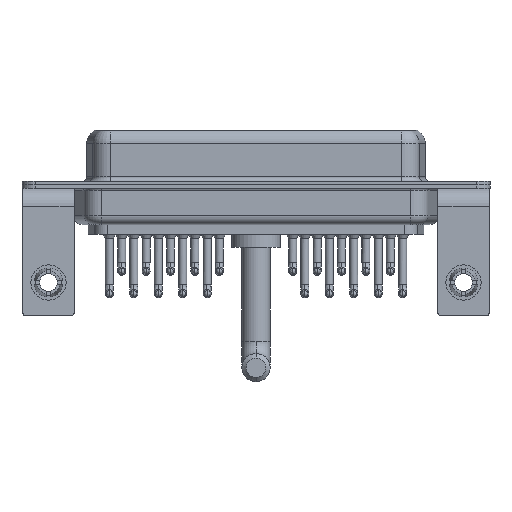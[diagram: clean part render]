
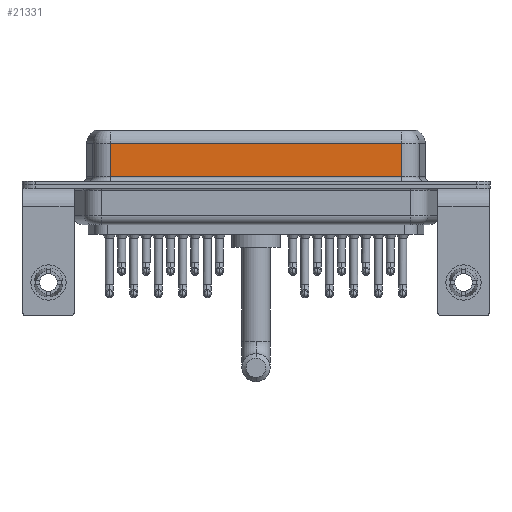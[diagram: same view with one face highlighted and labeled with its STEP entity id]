
A CAD part, front view. The second image highlights one B-rep face of the part: STEP entity #21331.
In plain terms, the highlighted planar face has unit normal (0, -1, 0).
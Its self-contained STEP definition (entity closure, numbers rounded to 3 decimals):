
#792 = LINE ( 'NONE', #21937, #3323 ) ;
#1657 = FACE_OUTER_BOUND ( 'NONE', #6522, .T. ) ;
#1795 = VERTEX_POINT ( 'NONE', #13745 ) ;
#2598 = CARTESIAN_POINT ( 'NONE',  ( 40.037, -3.95, 0.9 ) ) ;
#2687 = EDGE_CURVE ( 'NONE', #6400, #1795, #21018, .T. ) ;
#2811 = DIRECTION ( 'NONE',  ( 0., 0., -1. ) ) ;
#3063 = CARTESIAN_POINT ( 'NONE',  ( 40.037, -3.95, 4.65 ) ) ;
#3323 = VECTOR ( 'NONE', #2811, 1000. ) ;
#3605 = VECTOR ( 'NONE', #15469, 1000. ) ;
#4124 = DIRECTION ( 'NONE',  ( 1., 0., 0. ) ) ;
#5599 = DIRECTION ( 'NONE',  ( 0., 0., 1. ) ) ;
#6400 = VERTEX_POINT ( 'NONE', #9656 ) ;
#6522 = EDGE_LOOP ( 'NONE', ( #20174, #21005, #8192, #11592 ) ) ;
#7140 = DIRECTION ( 'NONE',  ( -1., 0., 0. ) ) ;
#8192 = ORIENTED_EDGE ( 'NONE', *, *, #20750, .T. ) ;
#9395 = CARTESIAN_POINT ( 'NONE',  ( 40.037, -3.95, 6.4 ) ) ;
#9656 = CARTESIAN_POINT ( 'NONE',  ( 40.037, -3.95, 4.65 ) ) ;
#10819 = EDGE_CURVE ( 'NONE', #6400, #22067, #16765, .T. ) ;
#11592 = ORIENTED_EDGE ( 'NONE', *, *, #24428, .T. ) ;
#12900 = CARTESIAN_POINT ( 'NONE',  ( 7.013, -3.95, 4.65 ) ) ;
#13578 = DIRECTION ( 'NONE',  ( 0., 1., 0. ) ) ;
#13745 = CARTESIAN_POINT ( 'NONE',  ( 40.037, -3.95, 0.9 ) ) ;
#14831 = VERTEX_POINT ( 'NONE', #22436 ) ;
#15434 = VECTOR ( 'NONE', #7140, 1000. ) ;
#15469 = DIRECTION ( 'NONE',  ( 0., 0., -1. ) ) ;
#16765 = LINE ( 'NONE', #3063, #15434 ) ;
#19152 = PLANE ( 'NONE',  #22364 ) ;
#20174 = ORIENTED_EDGE ( 'NONE', *, *, #2687, .F. ) ;
#20750 = EDGE_CURVE ( 'NONE', #22067, #14831, #792, .T. ) ;
#21005 = ORIENTED_EDGE ( 'NONE', *, *, #10819, .T. ) ;
#21018 = LINE ( 'NONE', #21266, #3605 ) ;
#21266 = CARTESIAN_POINT ( 'NONE',  ( 40.037, -3.95, 6.4 ) ) ;
#21331 = ADVANCED_FACE ( 'NONE', ( #1657 ), #19152, .F. ) ;
#21472 = LINE ( 'NONE', #2598, #22325 ) ;
#21937 = CARTESIAN_POINT ( 'NONE',  ( 7.013, -3.95, 6.4 ) ) ;
#22067 = VERTEX_POINT ( 'NONE', #12900 ) ;
#22325 = VECTOR ( 'NONE', #4124, 1000. ) ;
#22364 = AXIS2_PLACEMENT_3D ( 'NONE', #9395, #13578, #5599 ) ;
#22436 = CARTESIAN_POINT ( 'NONE',  ( 7.013, -3.95, 0.9 ) ) ;
#24428 = EDGE_CURVE ( 'NONE', #14831, #1795, #21472, .T. ) ;
